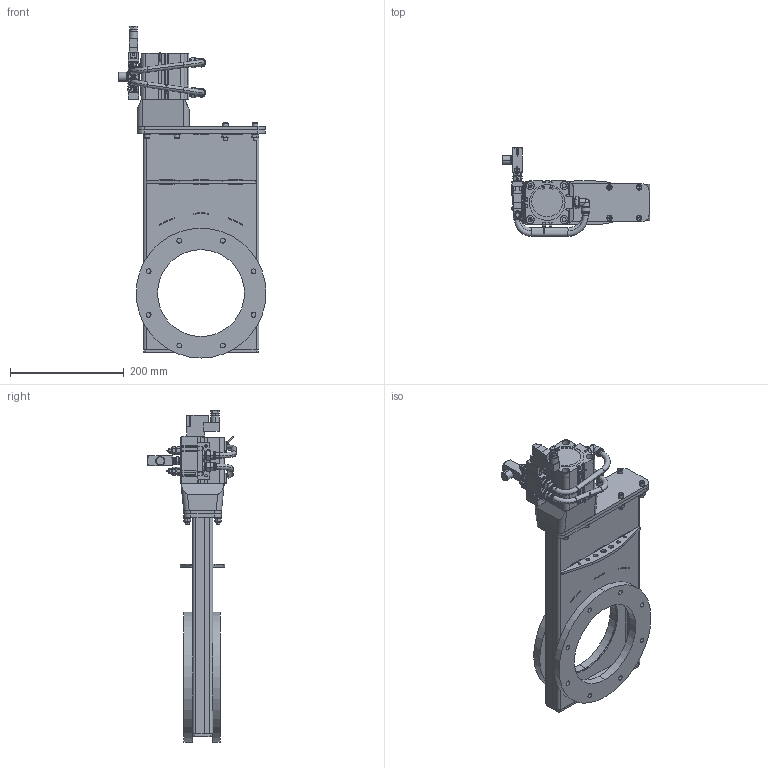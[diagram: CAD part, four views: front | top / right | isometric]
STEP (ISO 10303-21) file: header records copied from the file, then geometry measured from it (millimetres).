
FILE_DESCRIPTION (( 'STEP AP203' ), '1' );
FILE_NAME ('117178-15S.STEP', '2015-01-15T22:05:48', ( '' ), ( '' ), 'SwSTEP 2.0', 'SolidWorks 2015', '' );
FILE_SCHEMA (( 'CONFIG_CONTROL_DESIGN' ));
Products named in the file (1): 117178-15S
Bounding box: 260.46 x 156.56 x 584.71 mm (x, y, z)
Surface area: 566982.8 mm2 (no closed solid volume)
Topology: 0 solids, 87 shells, 1205 faces, 3930 edges, 2748 vertices
Faces by surface type: plane 465, cylinder 402, cone 280, torus 28, bspline 28, sphere 2
Entity records: 65654 total; most frequent: CARTESIAN_POINT 32222, DIRECTION 6676, ORIENTED_EDGE 6528, EDGE_CURVE 3911, VERTEX_POINT 2748, AXIS2_PLACEMENT_3D 2419, LINE 1838, VECTOR 1838
